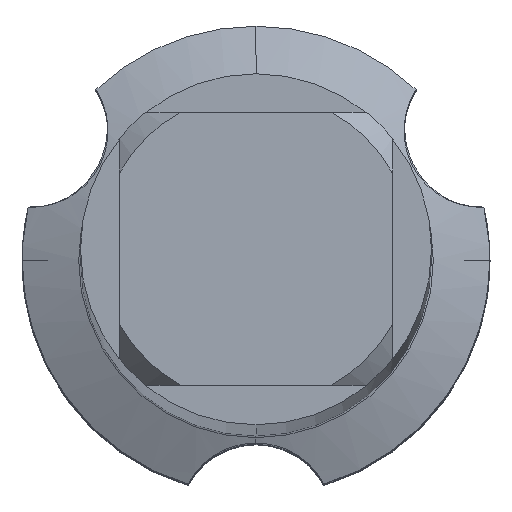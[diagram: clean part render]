
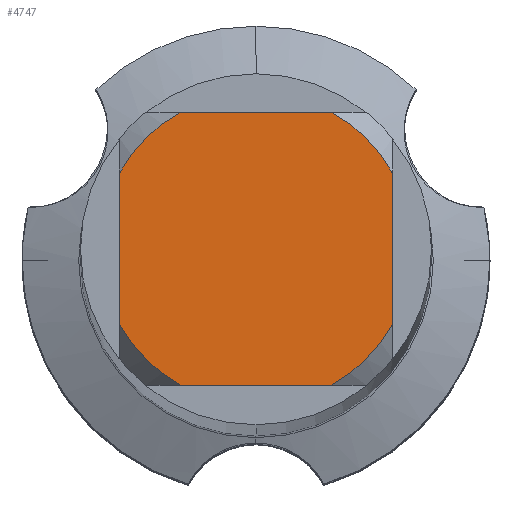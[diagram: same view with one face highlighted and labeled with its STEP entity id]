
A CAD part, top view. The second image highlights one B-rep face of the part: STEP entity #4747.
In plain terms, the highlighted planar face has unit normal (0, 0, 1).
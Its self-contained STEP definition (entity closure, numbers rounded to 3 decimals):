
#2091=VERTEX_POINT('',#6136);
#3635=VERTEX_POINT('',#7825);
#3799=VERTEX_POINT('',#8002);
#3815=EDGE_CURVE('',#3635,#5697,#8021,.T.);
#3885=EDGE_CURVE('',#4919,#5697,#8096,.T.);
#3887=VERTEX_POINT('',#8098);
#4185=VERTEX_POINT('',#8426);
#4189=EDGE_CURVE('',#5921,#2091,#8430,.T.);
#4337=EDGE_CURVE('',#5921,#3799,#8587,.T.);
#4747=ADVANCED_FACE('',(#9040),#9041,.T.);
#4919=VERTEX_POINT('',#9229);
#4921=EDGE_CURVE('',#3635,#4185,#9231,.T.);
#5277=EDGE_CURVE('',#3887,#4185,#9610,.T.);
#5697=VERTEX_POINT('',#10071);
#5723=EDGE_CURVE('',#4919,#2091,#10099,.T.);
#5857=EDGE_CURVE('',#3887,#3799,#10246,.T.);
#5921=VERTEX_POINT('',#10312);
#6136=CARTESIAN_POINT('',(1.936,-3.5,0.0));
#7825=CARTESIAN_POINT('',(-3.5,1.936,0.0));
#8002=CARTESIAN_POINT('',(3.5,1.936,0.0));
#8021=LINE('',#13728,#13729);
#8096=CIRCLE('',#13888,4.0);
#8098=CARTESIAN_POINT('',(1.936,3.5,0.0));
#8426=CARTESIAN_POINT('',(-1.936,3.5,0.0));
#8430=CIRCLE('',#14456,4.0);
#8587=LINE('',#14732,#14733);
#9040=FACE_OUTER_BOUND('',#15538,.T.);
#9041=PLANE('',#15539);
#9229=CARTESIAN_POINT('',(-1.936,-3.5,0.0));
#9231=CIRCLE('',#15878,4.0);
#9610=LINE('',#16626,#16627);
#10071=CARTESIAN_POINT('',(-3.5,-1.936,0.0));
#10099=LINE('',#17476,#17477);
#10246=CIRCLE('',#17779,4.0);
#10312=CARTESIAN_POINT('',(3.5,-1.936,0.0));
#13728=CARTESIAN_POINT('',(-3.5,1.0,0.0));
#13729=VECTOR('',#20323,1.0);
#13888=AXIS2_PLACEMENT_3D('',#20394,#20395,#20396);
#14456=AXIS2_PLACEMENT_3D('',#20735,#20736,#20737);
#14732=CARTESIAN_POINT('',(3.5,1.0,0.0));
#14733=VECTOR('',#20880,1.0);
#15538=EDGE_LOOP('',(#21657,#21658,#21659,#21660,#21661,#21662,#21663,#21664));
#15539=AXIS2_PLACEMENT_3D('',#21665,#21666,#21667);
#15878=AXIS2_PLACEMENT_3D('',#21866,#21867,#21868);
#16626=CARTESIAN_POINT('',(0.0,3.5,0.0));
#16627=VECTOR('',#22230,1.0);
#17476=CARTESIAN_POINT('',(0.0,-3.5,0.0));
#17477=VECTOR('',#22705,1.0);
#17779=AXIS2_PLACEMENT_3D('',#22862,#22863,#22864);
#20323=DIRECTION('',(-0.0,-1.0,0.0));
#20394=CARTESIAN_POINT('',(0.0,0.0,0.0));
#20395=DIRECTION('',(0.0,0.0,-1.0));
#20396=DIRECTION('',(0.0,1.0,0.0));
#20735=CARTESIAN_POINT('',(0.0,0.0,0.0));
#20736=DIRECTION('',(0.0,0.0,-1.0));
#20737=DIRECTION('',(0.0,1.0,0.0));
#20880=DIRECTION('',(-0.0,1.0,0.0));
#21657=ORIENTED_EDGE('',*,*,#3815,.T.);
#21658=ORIENTED_EDGE('',*,*,#3885,.F.);
#21659=ORIENTED_EDGE('',*,*,#5723,.T.);
#21660=ORIENTED_EDGE('',*,*,#4189,.F.);
#21661=ORIENTED_EDGE('',*,*,#4337,.T.);
#21662=ORIENTED_EDGE('',*,*,#5857,.F.);
#21663=ORIENTED_EDGE('',*,*,#5277,.T.);
#21664=ORIENTED_EDGE('',*,*,#4921,.F.);
#21665=CARTESIAN_POINT('',(0.0,2.0,0.0));
#21666=DIRECTION('',(-0.0,0.0,1.0));
#21667=DIRECTION('',(0.0,-1.0,0.0));
#21866=CARTESIAN_POINT('',(0.0,0.0,0.0));
#21867=DIRECTION('',(0.0,0.0,-1.0));
#21868=DIRECTION('',(0.0,1.0,0.0));
#22230=DIRECTION('',(-1.0,0.0,0.0));
#22705=DIRECTION('',(1.0,0.0,0.0));
#22862=CARTESIAN_POINT('',(0.0,0.0,0.0));
#22863=DIRECTION('',(0.0,0.0,-1.0));
#22864=DIRECTION('',(0.0,1.0,0.0));
